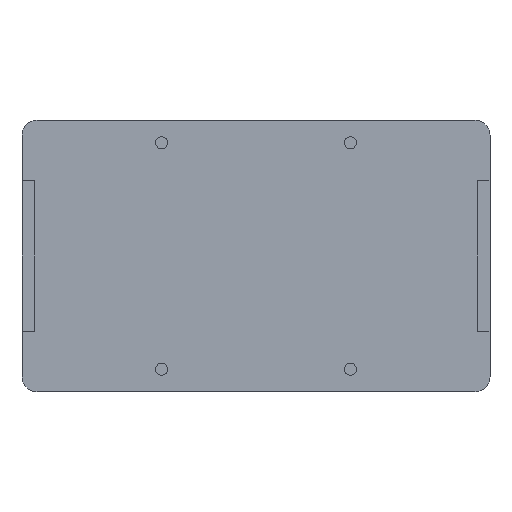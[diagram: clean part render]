
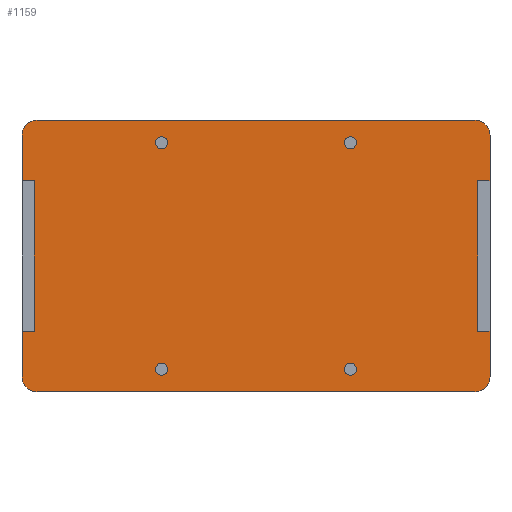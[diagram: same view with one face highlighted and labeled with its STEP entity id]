
A CAD part, left-side view. The second image highlights one B-rep face of the part: STEP entity #1159.
In plain terms, the highlighted planar face has unit normal (-1, 0, 0).
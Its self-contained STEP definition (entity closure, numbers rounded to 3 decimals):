
#84=CARTESIAN_POINT('',(-12.65,-6.25,-7.1));
#85=VERTEX_POINT('',#84);
#86=CARTESIAN_POINT('',(-12.65,-6.25,-7.5));
#87=DIRECTION('',(1.0,0.0,0.0));
#88=DIRECTION('',(0.0,0.0,-1.0));
#89=AXIS2_PLACEMENT_3D('',#86,#87,#88);
#90=CIRCLE('',#89,0.4);
#91=EDGE_CURVE('',#85,#85,#90,.T.);
#121=CARTESIAN_POINT('',(-12.65,6.25,7.9));
#122=VERTEX_POINT('',#121);
#123=CARTESIAN_POINT('',(-12.65,6.25,7.5));
#124=DIRECTION('',(1.0,0.0,0.0));
#125=DIRECTION('',(0.0,0.0,-1.0));
#126=AXIS2_PLACEMENT_3D('',#123,#124,#125);
#127=CIRCLE('',#126,0.4);
#128=EDGE_CURVE('',#122,#122,#127,.T.);
#158=CARTESIAN_POINT('',(-12.65,-6.25,7.9));
#159=VERTEX_POINT('',#158);
#160=CARTESIAN_POINT('',(-12.65,-6.25,7.5));
#161=DIRECTION('',(1.0,0.0,0.0));
#162=DIRECTION('',(0.0,0.0,-1.0));
#163=AXIS2_PLACEMENT_3D('',#160,#161,#162);
#164=CIRCLE('',#163,0.4);
#165=EDGE_CURVE('',#159,#159,#164,.T.);
#195=CARTESIAN_POINT('',(-12.65,6.25,-7.1));
#196=VERTEX_POINT('',#195);
#197=CARTESIAN_POINT('',(-12.65,6.25,-7.5));
#198=DIRECTION('',(1.0,0.0,0.0));
#199=DIRECTION('',(0.0,0.0,-1.0));
#200=AXIS2_PLACEMENT_3D('',#197,#198,#199);
#201=CIRCLE('',#200,0.4);
#202=EDGE_CURVE('',#196,#196,#201,.T.);
#510=CARTESIAN_POINT('',(-12.65,15.5,8.0));
#511=VERTEX_POINT('',#510);
#518=CARTESIAN_POINT('',(-12.65,14.5,9.0));
#519=VERTEX_POINT('',#518);
#520=CARTESIAN_POINT('',(-12.65,14.5,8.0));
#521=DIRECTION('',(1.0,0.0,0.0));
#522=DIRECTION('',(0.0,0.707,0.707));
#523=AXIS2_PLACEMENT_3D('',#520,#521,#522);
#524=CIRCLE('',#523,1.0);
#525=EDGE_CURVE('',#511,#519,#524,.T.);
#663=CARTESIAN_POINT('',(-12.65,15.5,-8.0));
#664=VERTEX_POINT('',#663);
#671=CARTESIAN_POINT('',(-12.65,15.5,-5.));
#672=VERTEX_POINT('',#671);
#673=CARTESIAN_POINT('',(-12.65,15.5,-8.0));
#674=DIRECTION('',(0.0,0.0,1.0));
#675=VECTOR('',#674,3.);
#676=LINE('',#673,#675);
#677=EDGE_CURVE('',#664,#672,#676,.T.);
#695=CARTESIAN_POINT('',(-12.65,15.5,5.));
#696=VERTEX_POINT('',#695);
#703=CARTESIAN_POINT('',(-12.65,15.5,5.));
#704=DIRECTION('',(0.0,0.0,1.0));
#705=VECTOR('',#704,3.);
#706=LINE('',#703,#705);
#707=EDGE_CURVE('',#696,#511,#706,.T.);
#720=CARTESIAN_POINT('',(-12.65,14.5,-9.0));
#721=VERTEX_POINT('',#720);
#728=CARTESIAN_POINT('',(-12.65,14.5,-8.0));
#729=DIRECTION('',(1.0,0.0,0.0));
#730=DIRECTION('',(0.0,0.707,-0.707));
#731=AXIS2_PLACEMENT_3D('',#728,#729,#730);
#732=CIRCLE('',#731,1.0);
#733=EDGE_CURVE('',#721,#664,#732,.T.);
#917=CARTESIAN_POINT('',(-12.65,-15.5,-8.0));
#918=VERTEX_POINT('',#917);
#925=CARTESIAN_POINT('',(-12.65,-14.5,-9.0));
#926=VERTEX_POINT('',#925);
#927=CARTESIAN_POINT('',(-12.65,-14.5,-8.0));
#928=DIRECTION('',(1.0,0.0,0.0));
#929=DIRECTION('',(0.0,-0.707,-0.707));
#930=AXIS2_PLACEMENT_3D('',#927,#928,#929);
#931=CIRCLE('',#930,1.0);
#932=EDGE_CURVE('',#918,#926,#931,.T.);
#966=CARTESIAN_POINT('',(-12.65,-14.5,9.0));
#967=VERTEX_POINT('',#966);
#974=CARTESIAN_POINT('',(-12.65,-15.5,8.0));
#975=VERTEX_POINT('',#974);
#976=CARTESIAN_POINT('',(-12.65,-14.5,8.0));
#977=DIRECTION('',(1.0,0.0,0.0));
#978=DIRECTION('',(0.0,-0.707,0.707));
#979=AXIS2_PLACEMENT_3D('',#976,#977,#978);
#980=CIRCLE('',#979,1.0);
#981=EDGE_CURVE('',#967,#975,#980,.T.);
#999=CARTESIAN_POINT('',(-12.65,-15.5,5.));
#1000=VERTEX_POINT('',#999);
#1001=CARTESIAN_POINT('',(-12.65,-15.5,8.0));
#1002=DIRECTION('',(0.0,0.0,-1.0));
#1003=VECTOR('',#1002,3.);
#1004=LINE('',#1001,#1003);
#1005=EDGE_CURVE('',#975,#1000,#1004,.T.);
#1023=CARTESIAN_POINT('',(-12.65,-15.5,-5.));
#1024=VERTEX_POINT('',#1023);
#1031=CARTESIAN_POINT('',(-12.65,-15.5,-5.));
#1032=DIRECTION('',(0.0,0.0,-1.0));
#1033=VECTOR('',#1032,3.);
#1034=LINE('',#1031,#1033);
#1035=EDGE_CURVE('',#1024,#918,#1034,.T.);
#1072=CARTESIAN_POINT('',(-12.65,14.5,9.0));
#1073=DIRECTION('',(0.0,-1.0,0.0));
#1074=VECTOR('',#1073,29.0);
#1075=LINE('',#1072,#1074);
#1076=EDGE_CURVE('',#519,#967,#1075,.T.);
#1081=CARTESIAN_POINT('',(-12.65,14.7,0.0));
#1082=DIRECTION('',(-1.0,0.0,0.0));
#1083=DIRECTION('',(0.0,-1.0,0.0));
#1084=AXIS2_PLACEMENT_3D('',#1081,#1082,#1083);
#1085=PLANE('',#1084);
#1086=ORIENTED_EDGE('',*,*,#932,.F.);
#1087=ORIENTED_EDGE('',*,*,#1035,.F.);
#1088=CARTESIAN_POINT('',(-12.65,-14.7,-5.));
#1089=VERTEX_POINT('',#1088);
#1090=CARTESIAN_POINT('',(-12.65,-15.5,-5.));
#1091=DIRECTION('',(0.0,1.0,0.0));
#1092=VECTOR('',#1091,0.8);
#1093=LINE('',#1090,#1092);
#1094=EDGE_CURVE('',#1024,#1089,#1093,.T.);
#1095=ORIENTED_EDGE('',*,*,#1094,.T.);
#1096=CARTESIAN_POINT('',(-12.65,-14.7,5.));
#1097=VERTEX_POINT('',#1096);
#1098=CARTESIAN_POINT('',(-12.65,-14.7,-5.));
#1099=DIRECTION('',(0.0,0.0,1.0));
#1100=VECTOR('',#1099,10.);
#1101=LINE('',#1098,#1100);
#1102=EDGE_CURVE('',#1089,#1097,#1101,.T.);
#1103=ORIENTED_EDGE('',*,*,#1102,.T.);
#1104=CARTESIAN_POINT('',(-12.65,-15.5,5.));
#1105=DIRECTION('',(0.0,1.0,0.0));
#1106=VECTOR('',#1105,0.8);
#1107=LINE('',#1104,#1106);
#1108=EDGE_CURVE('',#1000,#1097,#1107,.T.);
#1109=ORIENTED_EDGE('',*,*,#1108,.F.);
#1110=ORIENTED_EDGE('',*,*,#1005,.F.);
#1111=ORIENTED_EDGE('',*,*,#981,.F.);
#1112=ORIENTED_EDGE('',*,*,#1076,.F.);
#1113=ORIENTED_EDGE('',*,*,#525,.F.);
#1114=ORIENTED_EDGE('',*,*,#707,.F.);
#1115=CARTESIAN_POINT('',(-12.65,14.7,5.));
#1116=VERTEX_POINT('',#1115);
#1117=CARTESIAN_POINT('',(-12.65,14.7,5.));
#1118=DIRECTION('',(0.0,1.0,0.0));
#1119=VECTOR('',#1118,0.8);
#1120=LINE('',#1117,#1119);
#1121=EDGE_CURVE('',#1116,#696,#1120,.T.);
#1122=ORIENTED_EDGE('',*,*,#1121,.F.);
#1123=CARTESIAN_POINT('',(-12.65,14.7,-5.));
#1124=VERTEX_POINT('',#1123);
#1125=CARTESIAN_POINT('',(-12.65,14.7,-5.));
#1126=DIRECTION('',(0.0,0.0,1.0));
#1127=VECTOR('',#1126,10.);
#1128=LINE('',#1125,#1127);
#1129=EDGE_CURVE('',#1124,#1116,#1128,.T.);
#1130=ORIENTED_EDGE('',*,*,#1129,.F.);
#1131=CARTESIAN_POINT('',(-12.65,14.7,-5.));
#1132=DIRECTION('',(0.0,1.0,0.0));
#1133=VECTOR('',#1132,0.8);
#1134=LINE('',#1131,#1133);
#1135=EDGE_CURVE('',#1124,#672,#1134,.T.);
#1136=ORIENTED_EDGE('',*,*,#1135,.T.);
#1137=ORIENTED_EDGE('',*,*,#677,.F.);
#1138=ORIENTED_EDGE('',*,*,#733,.F.);
#1139=CARTESIAN_POINT('',(-12.65,-14.5,-9.0));
#1140=DIRECTION('',(0.0,1.0,0.0));
#1141=VECTOR('',#1140,29.0);
#1142=LINE('',#1139,#1141);
#1143=EDGE_CURVE('',#926,#721,#1142,.T.);
#1144=ORIENTED_EDGE('',*,*,#1143,.F.);
#1145=EDGE_LOOP('',(#1086,#1087,#1095,#1103,#1109,#1110,#1111,#1112,#1113,#1114,#1122,#1130,#1136,#1137,#1138,#1144));
#1146=FACE_OUTER_BOUND('',#1145,.T.);
#1147=ORIENTED_EDGE('',*,*,#91,.T.);
#1148=EDGE_LOOP('',(#1147));
#1149=FACE_BOUND('',#1148,.T.);
#1150=ORIENTED_EDGE('',*,*,#128,.T.);
#1151=EDGE_LOOP('',(#1150));
#1152=FACE_BOUND('',#1151,.T.);
#1153=ORIENTED_EDGE('',*,*,#165,.T.);
#1154=EDGE_LOOP('',(#1153));
#1155=FACE_BOUND('',#1154,.T.);
#1156=ORIENTED_EDGE('',*,*,#202,.T.);
#1157=EDGE_LOOP('',(#1156));
#1158=FACE_BOUND('',#1157,.T.);
#1159=ADVANCED_FACE('',(#1146,#1149,#1152,#1155,#1158),#1085,.T.);
